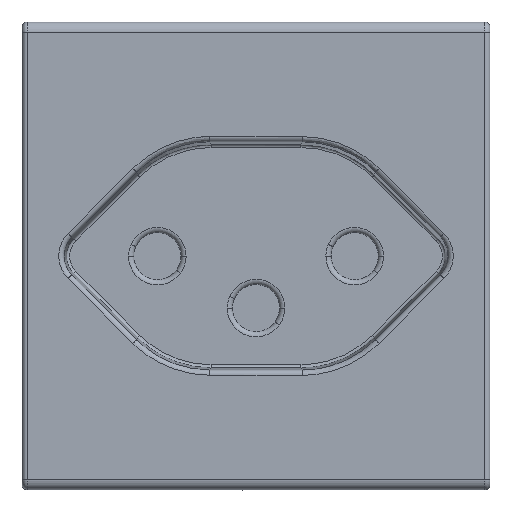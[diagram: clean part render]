
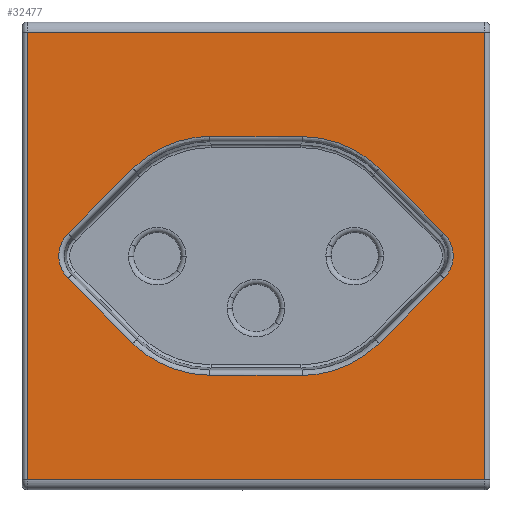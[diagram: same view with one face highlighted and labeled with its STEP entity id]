
A CAD part, top view. The second image highlights one B-rep face of the part: STEP entity #32477.
In plain terms, the highlighted planar face has unit normal (0, 0, 1).
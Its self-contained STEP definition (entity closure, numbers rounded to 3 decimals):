
#32342=AXIS2_PLACEMENT_3D('Plane Axis2P3D',#32339,#32340,#32341) ;
#32366=AXIS2_PLACEMENT_3D('Circle Axis2P3D',#32364,#32365,$) ;
#32420=AXIS2_PLACEMENT_3D('Circle Axis2P3D',#32418,#32419,$) ;
#31260=CARTESIAN_POINT('Line Origine',(22.525,1.,35.2)) ;
#31264=CARTESIAN_POINT('Vertex',(0.5,1.,35.2)) ;
#31266=CARTESIAN_POINT('Vertex',(44.55,1.,35.2)) ;
#31472=CARTESIAN_POINT('Line Origine',(0.5,22.525,35.2)) ;
#31476=CARTESIAN_POINT('Vertex',(0.5,44.05,35.2)) ;
#31537=CARTESIAN_POINT('Line Origine',(22.525,44.05,35.2)) ;
#31541=CARTESIAN_POINT('Vertex',(44.55,44.05,35.2)) ;
#32339=CARTESIAN_POINT('Axis2P3D Location',(22.525,22.525,35.2)) ;
#32344=CARTESIAN_POINT('Line Origine',(44.55,22.525,35.2)) ;
#32355=CARTESIAN_POINT('Line Origine',(37.495,27.825,35.2)) ;
#32359=CARTESIAN_POINT('Vertex',(34.38,30.941,35.2)) ;
#32361=CARTESIAN_POINT('Vertex',(40.61,24.71,35.2)) ;
#32364=CARTESIAN_POINT('Axis2P3D Location',(38.425,22.525,35.2)) ;
#32368=CARTESIAN_POINT('Vertex',(40.61,20.34,35.2)) ;
#32371=CARTESIAN_POINT('Line Origine',(37.495,17.225,35.2)) ;
#32375=CARTESIAN_POINT('Vertex',(34.38,14.109,35.2)) ;
#32379=CARTESIAN_POINT('Control Point',(34.38,14.109,35.2)) ;
#32380=CARTESIAN_POINT('Control Point',(33.707,13.436,35.2)) ;
#32381=CARTESIAN_POINT('Control Point',(32.957,12.839,35.2)) ;
#32382=CARTESIAN_POINT('Control Point',(32.142,12.33,35.2)) ;
#32383=CARTESIAN_POINT('Control Point',(30.644,11.616,35.2)) ;
#32384=CARTESIAN_POINT('Control Point',(29.04,11.208,35.2)) ;
#32385=CARTESIAN_POINT('Control Point',(28.35,11.092,35.2)) ;
#32386=CARTESIAN_POINT('Control Point',(27.653,11.035,35.2)) ;
#32387=CARTESIAN_POINT('Control Point',(26.957,11.035,35.2)) ;
#32388=CARTESIAN_POINT('Vertex',(26.957,11.035,35.2)) ;
#32391=CARTESIAN_POINT('Line Origine',(22.525,11.035,35.2)) ;
#32395=CARTESIAN_POINT('Vertex',(18.093,11.035,35.2)) ;
#32399=CARTESIAN_POINT('Control Point',(18.093,11.035,35.2)) ;
#32400=CARTESIAN_POINT('Control Point',(17.141,11.035,35.2)) ;
#32401=CARTESIAN_POINT('Control Point',(16.189,11.142,35.2)) ;
#32402=CARTESIAN_POINT('Control Point',(15.253,11.359,35.2)) ;
#32403=CARTESIAN_POINT('Control Point',(13.688,11.913,35.2)) ;
#32404=CARTESIAN_POINT('Control Point',(12.266,12.759,35.2)) ;
#32405=CARTESIAN_POINT('Control Point',(11.696,13.165,35.2)) ;
#32406=CARTESIAN_POINT('Control Point',(11.163,13.617,35.2)) ;
#32407=CARTESIAN_POINT('Control Point',(10.67,14.109,35.2)) ;
#32408=CARTESIAN_POINT('Vertex',(10.67,14.109,35.2)) ;
#32411=CARTESIAN_POINT('Line Origine',(7.555,17.225,35.2)) ;
#32415=CARTESIAN_POINT('Vertex',(4.44,20.34,35.2)) ;
#32418=CARTESIAN_POINT('Axis2P3D Location',(6.625,22.525,35.2)) ;
#32422=CARTESIAN_POINT('Vertex',(4.44,24.71,35.2)) ;
#32425=CARTESIAN_POINT('Line Origine',(7.555,27.825,35.2)) ;
#32429=CARTESIAN_POINT('Vertex',(10.67,30.941,35.2)) ;
#32433=CARTESIAN_POINT('Control Point',(10.67,30.941,35.2)) ;
#32434=CARTESIAN_POINT('Control Point',(11.343,31.614,35.2)) ;
#32435=CARTESIAN_POINT('Control Point',(12.093,32.211,35.2)) ;
#32436=CARTESIAN_POINT('Control Point',(12.908,32.72,35.2)) ;
#32437=CARTESIAN_POINT('Control Point',(14.406,33.434,35.2)) ;
#32438=CARTESIAN_POINT('Control Point',(16.01,33.842,35.2)) ;
#32439=CARTESIAN_POINT('Control Point',(16.7,33.958,35.2)) ;
#32440=CARTESIAN_POINT('Control Point',(17.397,34.015,35.2)) ;
#32441=CARTESIAN_POINT('Control Point',(18.093,34.015,35.2)) ;
#32442=CARTESIAN_POINT('Vertex',(18.093,34.015,35.2)) ;
#32445=CARTESIAN_POINT('Line Origine',(22.525,34.015,35.2)) ;
#32449=CARTESIAN_POINT('Vertex',(26.957,34.015,35.2)) ;
#32453=CARTESIAN_POINT('Control Point',(26.957,34.015,35.2)) ;
#32454=CARTESIAN_POINT('Control Point',(27.909,34.015,35.2)) ;
#32455=CARTESIAN_POINT('Control Point',(28.861,33.908,35.2)) ;
#32456=CARTESIAN_POINT('Control Point',(29.797,33.691,35.2)) ;
#32457=CARTESIAN_POINT('Control Point',(31.362,33.137,35.2)) ;
#32458=CARTESIAN_POINT('Control Point',(32.784,32.291,35.2)) ;
#32459=CARTESIAN_POINT('Control Point',(33.354,31.885,35.2)) ;
#32460=CARTESIAN_POINT('Control Point',(33.887,31.433,35.2)) ;
#32461=CARTESIAN_POINT('Control Point',(34.38,30.941,35.2)) ;
#31261=DIRECTION('Vector Direction',(-1.,0.,0.)) ;
#31473=DIRECTION('Vector Direction',(0.,-1.,0.)) ;
#31538=DIRECTION('Vector Direction',(-1.,0.,0.)) ;
#32340=DIRECTION('Axis2P3D Direction',(0.,0.,1.)) ;
#32341=DIRECTION('Axis2P3D XDirection',(-1.,0.,0.)) ;
#32345=DIRECTION('Vector Direction',(0.,-1.,0.)) ;
#32356=DIRECTION('Vector Direction',(0.707,-0.707,0.)) ;
#32365=DIRECTION('Axis2P3D Direction',(0.,0.,1.)) ;
#32372=DIRECTION('Vector Direction',(-0.707,-0.707,0.)) ;
#32392=DIRECTION('Vector Direction',(-1.,0.,0.)) ;
#32412=DIRECTION('Vector Direction',(0.707,-0.707,0.)) ;
#32419=DIRECTION('Axis2P3D Direction',(0.,0.,1.)) ;
#32426=DIRECTION('Vector Direction',(-0.707,-0.707,0.)) ;
#32446=DIRECTION('Vector Direction',(-1.,0.,0.)) ;
#31262=VECTOR('Line Direction',#31261,1.) ;
#31474=VECTOR('Line Direction',#31473,1.) ;
#31539=VECTOR('Line Direction',#31538,1.) ;
#32346=VECTOR('Line Direction',#32345,1.) ;
#32357=VECTOR('Line Direction',#32356,1.) ;
#32373=VECTOR('Line Direction',#32372,1.) ;
#32393=VECTOR('Line Direction',#32392,1.) ;
#32413=VECTOR('Line Direction',#32412,1.) ;
#32427=VECTOR('Line Direction',#32426,1.) ;
#32447=VECTOR('Line Direction',#32446,1.) ;
#32350=ORIENTED_EDGE('',*,*,#31543,.T.) ;
#32351=ORIENTED_EDGE('',*,*,#31478,.F.) ;
#32352=ORIENTED_EDGE('',*,*,#31268,.T.) ;
#32353=ORIENTED_EDGE('',*,*,#32348,.T.) ;
#32464=ORIENTED_EDGE('',*,*,#32363,.T.) ;
#32465=ORIENTED_EDGE('',*,*,#32370,.T.) ;
#32466=ORIENTED_EDGE('',*,*,#32377,.T.) ;
#32467=ORIENTED_EDGE('',*,*,#32390,.T.) ;
#32468=ORIENTED_EDGE('',*,*,#32397,.T.) ;
#32469=ORIENTED_EDGE('',*,*,#32410,.T.) ;
#32470=ORIENTED_EDGE('',*,*,#32417,.T.) ;
#32471=ORIENTED_EDGE('',*,*,#32424,.T.) ;
#32472=ORIENTED_EDGE('',*,*,#32431,.T.) ;
#32473=ORIENTED_EDGE('',*,*,#32444,.T.) ;
#32474=ORIENTED_EDGE('',*,*,#32451,.T.) ;
#32475=ORIENTED_EDGE('',*,*,#32462,.T.) ;
#32476=FACE_BOUND('',#32463,.T.) ;
#32477=ADVANCED_FACE('1450780000.1\\004344202.1\\Hauptk\X2\00F6\X0\rper',(#32354,#32476),#32343,.T.) ;
#32378=B_SPLINE_CURVE_WITH_KNOTS('',5,(#32379,#32380,#32381,#32382,#32383,#32384,#32385,#32386,#32387),.UNSPECIFIED.,.F.,.U.,(6,3,6),(0.,6.746,11.68),.UNSPECIFIED.) ;
#32398=B_SPLINE_CURVE_WITH_KNOTS('',5,(#32399,#32400,#32401,#32402,#32403,#32404,#32405,#32406,#32407),.UNSPECIFIED.,.F.,.U.,(6,3,6),(0.,6.746,11.68),.UNSPECIFIED.) ;
#32432=B_SPLINE_CURVE_WITH_KNOTS('',5,(#32433,#32434,#32435,#32436,#32437,#32438,#32439,#32440,#32441),.UNSPECIFIED.,.F.,.U.,(6,3,6),(0.,6.746,11.68),.UNSPECIFIED.) ;
#32452=B_SPLINE_CURVE_WITH_KNOTS('',5,(#32453,#32454,#32455,#32456,#32457,#32458,#32459,#32460,#32461),.UNSPECIFIED.,.F.,.U.,(6,3,6),(0.,6.746,11.68),.UNSPECIFIED.) ;
#32367=CIRCLE('generated circle',#32366,3.09) ;
#32421=CIRCLE('generated circle',#32420,3.09) ;
#31268=EDGE_CURVE('',#31265,#31267,#31263,.F.) ;
#31478=EDGE_CURVE('',#31265,#31477,#31475,.F.) ;
#31543=EDGE_CURVE('',#31542,#31477,#31540,.T.) ;
#32348=EDGE_CURVE('',#31267,#31542,#32347,.F.) ;
#32363=EDGE_CURVE('',#32360,#32362,#32358,.T.) ;
#32370=EDGE_CURVE('',#32362,#32369,#32367,.F.) ;
#32377=EDGE_CURVE('',#32369,#32376,#32374,.T.) ;
#32390=EDGE_CURVE('',#32376,#32389,#32378,.T.) ;
#32397=EDGE_CURVE('',#32389,#32396,#32394,.T.) ;
#32410=EDGE_CURVE('',#32396,#32409,#32398,.T.) ;
#32417=EDGE_CURVE('',#32409,#32416,#32414,.F.) ;
#32424=EDGE_CURVE('',#32416,#32423,#32421,.F.) ;
#32431=EDGE_CURVE('',#32423,#32430,#32428,.F.) ;
#32444=EDGE_CURVE('',#32430,#32443,#32432,.T.) ;
#32451=EDGE_CURVE('',#32443,#32450,#32448,.F.) ;
#32462=EDGE_CURVE('',#32450,#32360,#32452,.T.) ;
#32349=EDGE_LOOP('',(#32350,#32351,#32352,#32353)) ;
#32463=EDGE_LOOP('',(#32464,#32465,#32466,#32467,#32468,#32469,#32470,#32471,#32472,#32473,#32474,#32475)) ;
#32354=FACE_OUTER_BOUND('',#32349,.T.) ;
#31263=LINE('Line',#31260,#31262) ;
#31475=LINE('Line',#31472,#31474) ;
#31540=LINE('Line',#31537,#31539) ;
#32347=LINE('Line',#32344,#32346) ;
#32358=LINE('Line',#32355,#32357) ;
#32374=LINE('Line',#32371,#32373) ;
#32394=LINE('Line',#32391,#32393) ;
#32414=LINE('Line',#32411,#32413) ;
#32428=LINE('Line',#32425,#32427) ;
#32448=LINE('Line',#32445,#32447) ;
#32343=PLANE('',#32342) ;
#31265=VERTEX_POINT('',#31264) ;
#31267=VERTEX_POINT('',#31266) ;
#31477=VERTEX_POINT('',#31476) ;
#31542=VERTEX_POINT('',#31541) ;
#32360=VERTEX_POINT('',#32359) ;
#32362=VERTEX_POINT('',#32361) ;
#32369=VERTEX_POINT('',#32368) ;
#32376=VERTEX_POINT('',#32375) ;
#32389=VERTEX_POINT('',#32388) ;
#32396=VERTEX_POINT('',#32395) ;
#32409=VERTEX_POINT('',#32408) ;
#32416=VERTEX_POINT('',#32415) ;
#32423=VERTEX_POINT('',#32422) ;
#32430=VERTEX_POINT('',#32429) ;
#32443=VERTEX_POINT('',#32442) ;
#32450=VERTEX_POINT('',#32449) ;
